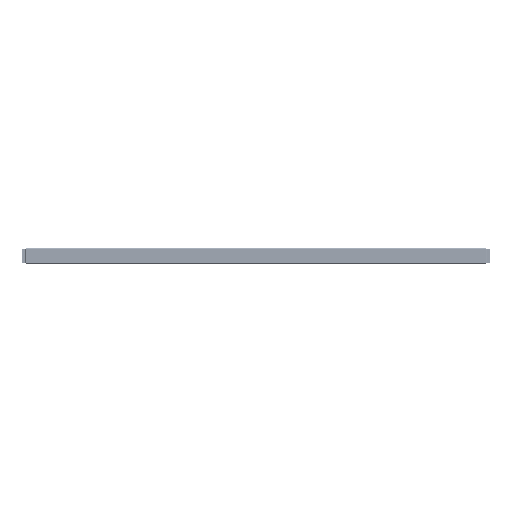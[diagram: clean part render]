
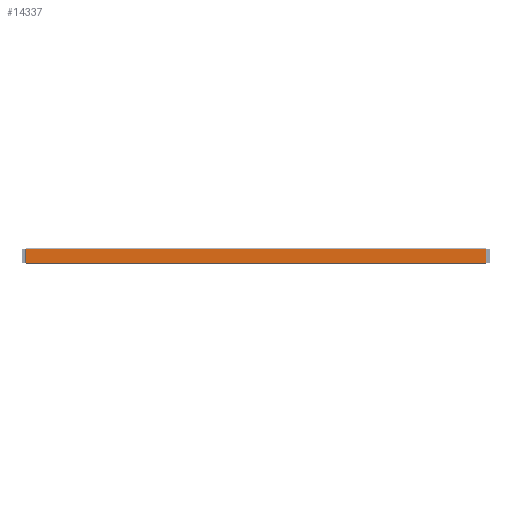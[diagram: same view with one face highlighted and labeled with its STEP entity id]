
A CAD part, front view. The second image highlights one B-rep face of the part: STEP entity #14337.
In plain terms, the highlighted planar face has unit normal (0, -1, 0).
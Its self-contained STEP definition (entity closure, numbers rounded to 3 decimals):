
#11430=FACE_OUTER_BOUND('',#28838,.T.);
#14337=ADVANCED_FACE('',(#11430),#18721,.T.);
#18721=PLANE('',#84349);
#28838=EDGE_LOOP('',(#35555,#35556,#35557,#35558));
#35555=ORIENTED_EDGE('',*,*,#62963,.T.);
#35556=ORIENTED_EDGE('',*,*,#62964,.T.);
#35557=ORIENTED_EDGE('',*,*,#62965,.T.);
#35558=ORIENTED_EDGE('',*,*,#62966,.T.);
#55739=VERTEX_POINT('',#113670);
#55740=VERTEX_POINT('',#113671);
#55741=VERTEX_POINT('',#113673);
#55742=VERTEX_POINT('',#113675);
#62963=EDGE_CURVE('',#55739,#55740,#72964,.T.);
#62964=EDGE_CURVE('',#55740,#55741,#72965,.T.);
#62965=EDGE_CURVE('',#55741,#55742,#72966,.T.);
#62966=EDGE_CURVE('',#55742,#55739,#72967,.T.);
#72964=LINE('',#113669,#78736);
#72965=LINE('',#113672,#78737);
#72966=LINE('',#113674,#78738);
#72967=LINE('',#113676,#78739);
#78736=VECTOR('',#92133,1.);
#78737=VECTOR('',#92134,1.);
#78738=VECTOR('',#92135,1.);
#78739=VECTOR('',#92136,1.);
#84349=AXIS2_PLACEMENT_3D('',#113677,#92137,#92138);
#92133=DIRECTION('',(-1.,0.,0.));
#92134=DIRECTION('',(0.,0.,-1.));
#92135=DIRECTION('',(1.,0.,0.));
#92136=DIRECTION('',(0.,0.,1.));
#92137=DIRECTION('',(0.,-1.,0.));
#92138=DIRECTION('',(0.,0.,1.));
#113669=CARTESIAN_POINT('',(225.54,0.,14.25));
#113670=CARTESIAN_POINT('',(450.355,0.,14.25));
#113671=CARTESIAN_POINT('',(0.725,0.,14.25));
#113672=CARTESIAN_POINT('',(0.725,0.,0.));
#113673=CARTESIAN_POINT('',(0.725,0.,0.75));
#113674=CARTESIAN_POINT('',(225.54,0.,0.75));
#113675=CARTESIAN_POINT('',(450.355,0.,0.75));
#113676=CARTESIAN_POINT('',(450.355,0.,0.));
#113677=CARTESIAN_POINT('',(225.54,0.,0.));
